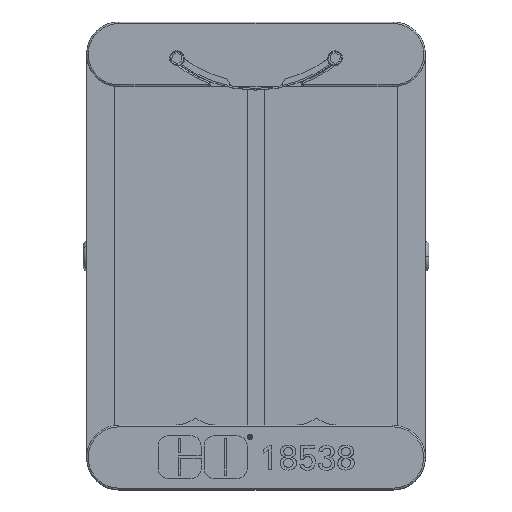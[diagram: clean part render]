
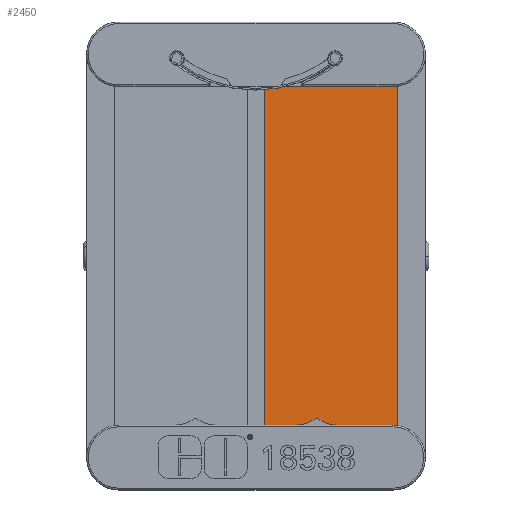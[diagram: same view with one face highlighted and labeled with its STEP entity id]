
A CAD part, top view. The second image highlights one B-rep face of the part: STEP entity #2450.
In plain terms, the highlighted planar face has unit normal (0, 0, 1).
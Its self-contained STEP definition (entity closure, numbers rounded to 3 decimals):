
#36 = CARTESIAN_POINT ( 'NONE',  ( -6.574, 23.672, 72.5 ) ) ;
#73 = AXIS2_PLACEMENT_3D ( 'NONE', #2123, #4383, #3733 ) ;
#100 = ORIENTED_EDGE ( 'NONE', *, *, #7839, .T. ) ;
#142 = VECTOR ( 'NONE', #5707, 1000. ) ;
#298 = CARTESIAN_POINT ( 'NONE',  ( -10.574, -22.328, 72.5 ) ) ;
#420 = VERTEX_POINT ( 'NONE', #9430 ) ;
#521 = AXIS2_PLACEMENT_3D ( 'NONE', #1683, #7729, #7663 ) ;
#545 = CARTESIAN_POINT ( 'NONE',  ( -6.574, 27.672, 72.5 ) ) ;
#556 = EDGE_CURVE ( 'NONE', #3749, #1272, #1271, .T. ) ;
#670 = CARTESIAN_POINT ( 'NONE',  ( 5.926, -22.362, 72.5 ) ) ;
#676 = VERTEX_POINT ( 'NONE', #1820 ) ;
#709 = PLANE ( 'NONE',  #6512 ) ;
#841 = EDGE_CURVE ( 'NONE', #7145, #6918, #9211, .T. ) ;
#945 = CARTESIAN_POINT ( 'NONE',  ( 5.926, 23.672, 72.5 ) ) ;
#1178 = CARTESIAN_POINT ( 'NONE',  ( -10.574, 27.672, 72.5 ) ) ;
#1271 = CIRCLE ( 'NONE', #6256, 4. ) ;
#1272 = VERTEX_POINT ( 'NONE', #6686 ) ;
#1378 = ORIENTED_EDGE ( 'NONE', *, *, #8683, .T. ) ;
#1406 = DIRECTION ( 'NONE',  ( 1., 0., 0. ) ) ;
#1540 = LINE ( 'NONE', #9136, #6203 ) ;
#1683 = CARTESIAN_POINT ( 'NONE',  ( -1.229, -17.328, 72.5 ) ) ;
#1717 = AXIS2_PLACEMENT_3D ( 'NONE', #8970, #7520, #8271 ) ;
#1820 = CARTESIAN_POINT ( 'NONE',  ( 5.405, -22.328, 72.5 ) ) ;
#1911 = CARTESIAN_POINT ( 'NONE',  ( -6.919, -22.328, 72.5 ) ) ;
#2107 = LINE ( 'NONE', #1178, #142 ) ;
#2123 = CARTESIAN_POINT ( 'NONE',  ( -6.919, -17.328, 72.5 ) ) ;
#2211 = EDGE_CURVE ( 'NONE', #420, #7395, #2733, .T. ) ;
#2255 = VERTEX_POINT ( 'NONE', #945 ) ;
#2393 = DIRECTION ( 'NONE',  ( 1., 0., 0. ) ) ;
#2450 = ADVANCED_FACE ( 'NONE', ( #5881 ), #709, .F. ) ;
#2534 = DIRECTION ( 'NONE',  ( -1., 0., 0. ) ) ;
#2602 = EDGE_CURVE ( 'NONE', #676, #7201, #4002, .T. ) ;
#2703 = VECTOR ( 'NONE', #2856, 1000. ) ;
#2732 = ORIENTED_EDGE ( 'NONE', *, *, #556, .T. ) ;
#2733 = CIRCLE ( 'NONE', #521, 5. ) ;
#2812 = DIRECTION ( 'NONE',  ( 0., 0., -1. ) ) ;
#2846 = AXIS2_PLACEMENT_3D ( 'NONE', #8031, #8778, #6546 ) ;
#2856 = DIRECTION ( 'NONE',  ( 0., 1., 0. ) ) ;
#3053 = CARTESIAN_POINT ( 'NONE',  ( 1.926, 27.672, 72.5 ) ) ;
#3440 = VERTEX_POINT ( 'NONE', #3053 ) ;
#3472 = VECTOR ( 'NONE', #1406, 1000. ) ;
#3545 = EDGE_CURVE ( 'NONE', #7395, #676, #1540, .T. ) ;
#3584 = CARTESIAN_POINT ( 'NONE',  ( -4.332, -21.607, 72.5 ) ) ;
#3733 = DIRECTION ( 'NONE',  ( -1., 0., 0. ) ) ;
#3749 = VERTEX_POINT ( 'NONE', #545 ) ;
#4002 = CIRCLE ( 'NONE', #5630, 4. ) ;
#4249 = EDGE_CURVE ( 'NONE', #6918, #420, #4263, .T. ) ;
#4263 = CIRCLE ( 'NONE', #1717, 0.5 ) ;
#4383 = DIRECTION ( 'NONE',  ( 0., 0., 1. ) ) ;
#4740 = ORIENTED_EDGE ( 'NONE', *, *, #4249, .T. ) ;
#5337 = LINE ( 'NONE', #5852, #3472 ) ;
#5473 = CARTESIAN_POINT ( 'NONE',  ( 5.405, -26.328, 72.5 ) ) ;
#5630 = AXIS2_PLACEMENT_3D ( 'NONE', #5473, #7609, #2534 ) ;
#5707 = DIRECTION ( 'NONE',  ( -1., 0., 0. ) ) ;
#5709 = ORIENTED_EDGE ( 'NONE', *, *, #3545, .T. ) ;
#5812 = DIRECTION ( 'NONE',  ( 0., -1., 0. ) ) ;
#5852 = CARTESIAN_POINT ( 'NONE',  ( 9.226, -22.328, 72.5 ) ) ;
#5881 = FACE_OUTER_BOUND ( 'NONE', #9622, .T. ) ;
#5912 = CARTESIAN_POINT ( 'NONE',  ( -8.774, -26.328, 72.5 ) ) ;
#5950 = ORIENTED_EDGE ( 'NONE', *, *, #7261, .F. ) ;
#6005 = ORIENTED_EDGE ( 'NONE', *, *, #6578, .F. ) ;
#6203 = VECTOR ( 'NONE', #2393, 1000. ) ;
#6256 = AXIS2_PLACEMENT_3D ( 'NONE', #36, #6740, #8565 ) ;
#6342 = ORIENTED_EDGE ( 'NONE', *, *, #8645, .T. ) ;
#6512 = AXIS2_PLACEMENT_3D ( 'NONE', #5912, #2812, #5812 ) ;
#6546 = DIRECTION ( 'NONE',  ( -1., 0., 0. ) ) ;
#6578 = EDGE_CURVE ( 'NONE', #7103, #1272, #7592, .T. ) ;
#6686 = CARTESIAN_POINT ( 'NONE',  ( -10.574, 23.672, 72.5 ) ) ;
#6740 = DIRECTION ( 'NONE',  ( 0., 0., 1. ) ) ;
#6918 = VERTEX_POINT ( 'NONE', #3584 ) ;
#7103 = VERTEX_POINT ( 'NONE', #298 ) ;
#7145 = VERTEX_POINT ( 'NONE', #1911 ) ;
#7201 = VERTEX_POINT ( 'NONE', #670 ) ;
#7261 = EDGE_CURVE ( 'NONE', #2255, #7201, #9219, .T. ) ;
#7395 = VERTEX_POINT ( 'NONE', #8832 ) ;
#7520 = DIRECTION ( 'NONE',  ( 0., 0., -1. ) ) ;
#7536 = ORIENTED_EDGE ( 'NONE', *, *, #841, .T. ) ;
#7592 = LINE ( 'NONE', #8946, #2703 ) ;
#7609 = DIRECTION ( 'NONE',  ( 0., 0., -1. ) ) ;
#7663 = DIRECTION ( 'NONE',  ( -1., 0., 0. ) ) ;
#7729 = DIRECTION ( 'NONE',  ( 0., 0., 1. ) ) ;
#7790 = CIRCLE ( 'NONE', #2846, 4. ) ;
#7839 = EDGE_CURVE ( 'NONE', #3440, #3749, #2107, .T. ) ;
#8014 = CARTESIAN_POINT ( 'NONE',  ( 5.926, -22.328, 72.5 ) ) ;
#8031 = CARTESIAN_POINT ( 'NONE',  ( 1.926, 23.672, 72.5 ) ) ;
#8271 = DIRECTION ( 'NONE',  ( -1., 0., 0. ) ) ;
#8300 = VECTOR ( 'NONE', #8761, 1000. ) ;
#8565 = DIRECTION ( 'NONE',  ( -1., 0., 0. ) ) ;
#8641 = ORIENTED_EDGE ( 'NONE', *, *, #2602, .T. ) ;
#8645 = EDGE_CURVE ( 'NONE', #2255, #3440, #7790, .T. ) ;
#8683 = EDGE_CURVE ( 'NONE', #7103, #7145, #5337, .T. ) ;
#8761 = DIRECTION ( 'NONE',  ( 0., -1., 0. ) ) ;
#8778 = DIRECTION ( 'NONE',  ( 0., 0., 1. ) ) ;
#8832 = CARTESIAN_POINT ( 'NONE',  ( -1.229, -22.328, 72.5 ) ) ;
#8946 = CARTESIAN_POINT ( 'NONE',  ( -10.574, 25.672, 72.5 ) ) ;
#8970 = CARTESIAN_POINT ( 'NONE',  ( -4.074, -22.035, 72.5 ) ) ;
#9088 = ORIENTED_EDGE ( 'NONE', *, *, #2211, .T. ) ;
#9136 = CARTESIAN_POINT ( 'NONE',  ( 9.226, -22.328, 72.5 ) ) ;
#9211 = CIRCLE ( 'NONE', #73, 5. ) ;
#9219 = LINE ( 'NONE', #8014, #8300 ) ;
#9430 = CARTESIAN_POINT ( 'NONE',  ( -3.815, -21.607, 72.5 ) ) ;
#9622 = EDGE_LOOP ( 'NONE', ( #4740, #9088, #5709, #8641, #5950, #6342, #100, #2732, #6005, #1378, #7536 ) ) ;
